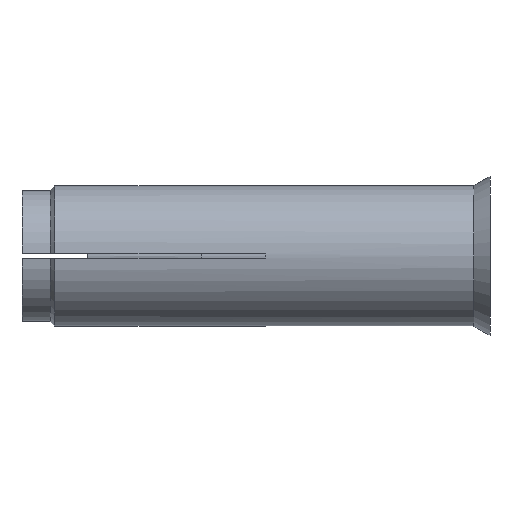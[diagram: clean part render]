
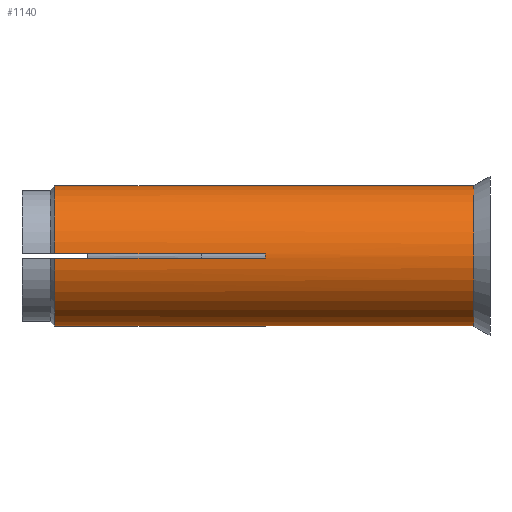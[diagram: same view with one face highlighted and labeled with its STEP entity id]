
A CAD part, front view. The second image highlights one B-rep face of the part: STEP entity #1140.
In plain terms, the highlighted cylindrical face has radius 7.5 mm (diameter 15 mm), a full revolution.
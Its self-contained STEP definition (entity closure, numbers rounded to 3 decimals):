
#18 = EDGE_CURVE ( 'NONE', #46, #1459, #430, .T. ) ;
#24 = ORIENTED_EDGE ( 'NONE', *, *, #68, .T. ) ;
#29 = DIRECTION ( 'NONE',  ( 0., 0., 1. ) ) ;
#38 = CIRCLE ( 'NONE', #1012, 7.5 ) ;
#45 = CIRCLE ( 'NONE', #1394, 7.5 ) ;
#46 = VERTEX_POINT ( 'NONE', #155 ) ;
#68 = EDGE_CURVE ( 'NONE', #1464, #113, #38, .T. ) ;
#74 = ORIENTED_EDGE ( 'NONE', *, *, #985, .T. ) ;
#81 = EDGE_CURVE ( 'NONE', #575, #46, #297, .T. ) ;
#86 = DIRECTION ( 'NONE',  ( -1., 0., 0. ) ) ;
#87 = ORIENTED_EDGE ( 'NONE', *, *, #18, .T. ) ;
#102 = LINE ( 'NONE', #1242, #349 ) ;
#113 = VERTEX_POINT ( 'NONE', #1591 ) ;
#118 = AXIS2_PLACEMENT_3D ( 'NONE', #1396, #514, #393 ) ;
#128 = DIRECTION ( 'NONE',  ( 0., 0., 1. ) ) ;
#138 = CARTESIAN_POINT ( 'NONE',  ( 0., 0., 0. ) ) ;
#155 = CARTESIAN_POINT ( 'NONE',  ( -46.5, 7.496, -0.25 ) ) ;
#164 = ORIENTED_EDGE ( 'NONE', *, *, #1541, .T. ) ;
#170 = VECTOR ( 'NONE', #1086, 1000. ) ;
#171 = DIRECTION ( 'NONE',  ( 0., 0., 1. ) ) ;
#185 = CARTESIAN_POINT ( 'NONE',  ( -46.5, -0.25, 7.496 ) ) ;
#190 = VERTEX_POINT ( 'NONE', #705 ) ;
#193 = CARTESIAN_POINT ( 'NONE',  ( -46.5, 0., 0. ) ) ;
#217 = ORIENTED_EDGE ( 'NONE', *, *, #842, .T. ) ;
#219 = VECTOR ( 'NONE', #569, 1000. ) ;
#255 = DIRECTION ( 'NONE',  ( 0., 0., 1. ) ) ;
#258 = CARTESIAN_POINT ( 'NONE',  ( -24., 0.25, 7.496 ) ) ;
#263 = CARTESIAN_POINT ( 'NONE',  ( -24., -0.25, 7.496 ) ) ;
#265 = EDGE_CURVE ( 'NONE', #1434, #1434, #270, .T. ) ;
#268 = ORIENTED_EDGE ( 'NONE', *, *, #924, .T. ) ;
#270 = CIRCLE ( 'NONE', #1198, 7.5 ) ;
#274 = VECTOR ( 'NONE', #857, 1000. ) ;
#280 = CARTESIAN_POINT ( 'NONE',  ( 0., 7.496, -0.25 ) ) ;
#290 = LINE ( 'NONE', #1060, #1586 ) ;
#297 = CIRCLE ( 'NONE', #559, 7.5 ) ;
#341 = CARTESIAN_POINT ( 'NONE',  ( -24., -0.25, -7.496 ) ) ;
#347 = VERTEX_POINT ( 'NONE', #258 ) ;
#348 = CARTESIAN_POINT ( 'NONE',  ( 0., 7.496, 0.25 ) ) ;
#349 = VECTOR ( 'NONE', #86, 1000. ) ;
#380 = FACE_OUTER_BOUND ( 'NONE', #810, .T. ) ;
#393 = DIRECTION ( 'NONE',  ( 0., 0., 1. ) ) ;
#428 = CIRCLE ( 'NONE', #1283, 7.5 ) ;
#430 = LINE ( 'NONE', #280, #667 ) ;
#447 = VERTEX_POINT ( 'NONE', #1182 ) ;
#452 = CIRCLE ( 'NONE', #963, 7.5 ) ;
#477 = DIRECTION ( 'NONE',  ( 0., 0., 1. ) ) ;
#494 = CARTESIAN_POINT ( 'NONE',  ( -24., 0., 0. ) ) ;
#506 = CARTESIAN_POINT ( 'NONE',  ( -46.5, 0., 0. ) ) ;
#514 = DIRECTION ( 'NONE',  ( 1., 0., 0. ) ) ;
#520 = VERTEX_POINT ( 'NONE', #867 ) ;
#530 = VERTEX_POINT ( 'NONE', #562 ) ;
#559 = AXIS2_PLACEMENT_3D ( 'NONE', #193, #845, #966 ) ;
#562 = CARTESIAN_POINT ( 'NONE',  ( -24., -7.496, -0.25 ) ) ;
#569 = DIRECTION ( 'NONE',  ( 1., 0., 0. ) ) ;
#575 = VERTEX_POINT ( 'NONE', #1002 ) ;
#577 = ORIENTED_EDGE ( 'NONE', *, *, #956, .T. ) ;
#584 = ORIENTED_EDGE ( 'NONE', *, *, #1081, .T. ) ;
#607 = ORIENTED_EDGE ( 'NONE', *, *, #861, .T. ) ;
#617 = LINE ( 'NONE', #1127, #1310 ) ;
#625 = EDGE_CURVE ( 'NONE', #113, #969, #617, .T. ) ;
#628 = VERTEX_POINT ( 'NONE', #185 ) ;
#631 = CARTESIAN_POINT ( 'NONE',  ( -46.5, 0.25, 7.496 ) ) ;
#638 = DIRECTION ( 'NONE',  ( -1., 0., 0. ) ) ;
#642 = VECTOR ( 'NONE', #766, 1000. ) ;
#648 = EDGE_CURVE ( 'NONE', #1459, #520, #1118, .T. ) ;
#658 = ORIENTED_EDGE ( 'NONE', *, *, #265, .T. ) ;
#667 = VECTOR ( 'NONE', #1445, 1000. ) ;
#687 = VERTEX_POINT ( 'NONE', #631 ) ;
#692 = ORIENTED_EDGE ( 'NONE', *, *, #625, .T. ) ;
#695 = VERTEX_POINT ( 'NONE', #263 ) ;
#705 = CARTESIAN_POINT ( 'NONE',  ( -24., 0.25, -7.496 ) ) ;
#708 = CARTESIAN_POINT ( 'NONE',  ( -24., 0., 0. ) ) ;
#735 = ORIENTED_EDGE ( 'NONE', *, *, #648, .T. ) ;
#766 = DIRECTION ( 'NONE',  ( 1., 0., 0. ) ) ;
#768 = DIRECTION ( 'NONE',  ( 1., 0., 0. ) ) ;
#770 = EDGE_CURVE ( 'NONE', #190, #575, #290, .T. ) ;
#799 = CARTESIAN_POINT ( 'NONE',  ( -46.5, 0., 0. ) ) ;
#810 = EDGE_LOOP ( 'NONE', ( #658 ) ) ;
#825 = DIRECTION ( 'NONE',  ( -1., 0., 0. ) ) ;
#842 = EDGE_CURVE ( 'NONE', #687, #347, #1338, .T. ) ;
#845 = DIRECTION ( 'NONE',  ( 1., 0., 0. ) ) ;
#857 = DIRECTION ( 'NONE',  ( -1., 0., 0. ) ) ;
#858 = CIRCLE ( 'NONE', #1479, 7.5 ) ;
#861 = EDGE_CURVE ( 'NONE', #347, #695, #428, .T. ) ;
#862 = CARTESIAN_POINT ( 'NONE',  ( -1.732, 0., 0. ) ) ;
#867 = CARTESIAN_POINT ( 'NONE',  ( -24., 7.496, 0.25 ) ) ;
#905 = CYLINDRICAL_SURFACE ( 'NONE', #1313, 7.5 ) ;
#924 = EDGE_CURVE ( 'NONE', #695, #628, #993, .T. ) ;
#930 = VERTEX_POINT ( 'NONE', #1380 ) ;
#932 = ORIENTED_EDGE ( 'NONE', *, *, #1137, .T. ) ;
#945 = CARTESIAN_POINT ( 'NONE',  ( 0., 0.25, 7.496 ) ) ;
#956 = EDGE_CURVE ( 'NONE', #530, #1464, #102, .T. ) ;
#963 = AXIS2_PLACEMENT_3D ( 'NONE', #506, #1018, #1530 ) ;
#966 = DIRECTION ( 'NONE',  ( 0., 0., 1. ) ) ;
#969 = VERTEX_POINT ( 'NONE', #341 ) ;
#985 = EDGE_CURVE ( 'NONE', #520, #447, #1497, .T. ) ;
#993 = LINE ( 'NONE', #1508, #170 ) ;
#1002 = CARTESIAN_POINT ( 'NONE',  ( -46.5, 0.25, -7.496 ) ) ;
#1005 = EDGE_CURVE ( 'NONE', #1516, #930, #1372, .T. ) ;
#1012 = AXIS2_PLACEMENT_3D ( 'NONE', #799, #1308, #171 ) ;
#1018 = DIRECTION ( 'NONE',  ( 1., 0., 0. ) ) ;
#1060 = CARTESIAN_POINT ( 'NONE',  ( 0., 0.25, -7.496 ) ) ;
#1081 = EDGE_CURVE ( 'NONE', #628, #1516, #1477, .T. ) ;
#1086 = DIRECTION ( 'NONE',  ( -1., 0., 0. ) ) ;
#1118 = CIRCLE ( 'NONE', #1475, 7.5 ) ;
#1127 = CARTESIAN_POINT ( 'NONE',  ( 0., -0.25, -7.496 ) ) ;
#1131 = DIRECTION ( 'NONE',  ( 0., 0., 1. ) ) ;
#1134 = ORIENTED_EDGE ( 'NONE', *, *, #1470, .T. ) ;
#1137 = EDGE_CURVE ( 'NONE', #447, #687, #452, .T. ) ;
#1140 = ADVANCED_FACE ( 'NONE', ( #380, #1273 ), #905, .T. ) ;
#1152 = CARTESIAN_POINT ( 'NONE',  ( 0., -7.496, 0.25 ) ) ;
#1158 = CARTESIAN_POINT ( 'NONE',  ( -46.5, -7.496, 0.25 ) ) ;
#1162 = ORIENTED_EDGE ( 'NONE', *, *, #81, .T. ) ;
#1182 = CARTESIAN_POINT ( 'NONE',  ( -46.5, 7.496, 0.25 ) ) ;
#1197 = CARTESIAN_POINT ( 'NONE',  ( -24., 0., 0. ) ) ;
#1198 = AXIS2_PLACEMENT_3D ( 'NONE', #862, #1270, #1519 ) ;
#1235 = ORIENTED_EDGE ( 'NONE', *, *, #770, .T. ) ;
#1242 = CARTESIAN_POINT ( 'NONE',  ( 0., -7.496, -0.25 ) ) ;
#1255 = DIRECTION ( 'NONE',  ( 1., 0., 0. ) ) ;
#1264 = CARTESIAN_POINT ( 'NONE',  ( -24., 0., 0. ) ) ;
#1270 = DIRECTION ( 'NONE',  ( -1., 0., 0. ) ) ;
#1273 = FACE_OUTER_BOUND ( 'NONE', #1379, .T. ) ;
#1283 = AXIS2_PLACEMENT_3D ( 'NONE', #708, #1622, #477 ) ;
#1308 = DIRECTION ( 'NONE',  ( 1., 0., 0. ) ) ;
#1310 = VECTOR ( 'NONE', #1642, 1000. ) ;
#1313 = AXIS2_PLACEMENT_3D ( 'NONE', #138, #638, #29 ) ;
#1338 = LINE ( 'NONE', #945, #219 ) ;
#1372 = LINE ( 'NONE', #1152, #642 ) ;
#1379 = EDGE_LOOP ( 'NONE', ( #692, #1134, #1235, #1162, #87, #735, #74, #932, #217, #607, #268, #584, #1577, #164, #577, #24 ) ) ;
#1380 = CARTESIAN_POINT ( 'NONE',  ( -24., -7.496, 0.25 ) ) ;
#1384 = CARTESIAN_POINT ( 'NONE',  ( -24., 7.496, -0.25 ) ) ;
#1394 = AXIS2_PLACEMENT_3D ( 'NONE', #494, #1520, #1131 ) ;
#1396 = CARTESIAN_POINT ( 'NONE',  ( -46.5, 0., 0. ) ) ;
#1434 = VERTEX_POINT ( 'NONE', #1565 ) ;
#1445 = DIRECTION ( 'NONE',  ( 1., 0., 0. ) ) ;
#1459 = VERTEX_POINT ( 'NONE', #1384 ) ;
#1464 = VERTEX_POINT ( 'NONE', #1638 ) ;
#1470 = EDGE_CURVE ( 'NONE', #969, #190, #45, .T. ) ;
#1475 = AXIS2_PLACEMENT_3D ( 'NONE', #1197, #768, #255 ) ;
#1477 = CIRCLE ( 'NONE', #118, 7.5 ) ;
#1479 = AXIS2_PLACEMENT_3D ( 'NONE', #1264, #1255, #128 ) ;
#1497 = LINE ( 'NONE', #348, #274 ) ;
#1508 = CARTESIAN_POINT ( 'NONE',  ( 0., -0.25, 7.496 ) ) ;
#1516 = VERTEX_POINT ( 'NONE', #1158 ) ;
#1519 = DIRECTION ( 'NONE',  ( 0., 0., 1. ) ) ;
#1520 = DIRECTION ( 'NONE',  ( 1., 0., 0. ) ) ;
#1530 = DIRECTION ( 'NONE',  ( 0., 0., 1. ) ) ;
#1541 = EDGE_CURVE ( 'NONE', #930, #530, #858, .T. ) ;
#1565 = CARTESIAN_POINT ( 'NONE',  ( -1.732, 0., 7.5 ) ) ;
#1577 = ORIENTED_EDGE ( 'NONE', *, *, #1005, .T. ) ;
#1586 = VECTOR ( 'NONE', #825, 1000. ) ;
#1591 = CARTESIAN_POINT ( 'NONE',  ( -46.5, -0.25, -7.496 ) ) ;
#1622 = DIRECTION ( 'NONE',  ( 1., 0., 0. ) ) ;
#1638 = CARTESIAN_POINT ( 'NONE',  ( -46.5, -7.496, -0.25 ) ) ;
#1642 = DIRECTION ( 'NONE',  ( 1., 0., 0. ) ) ;
